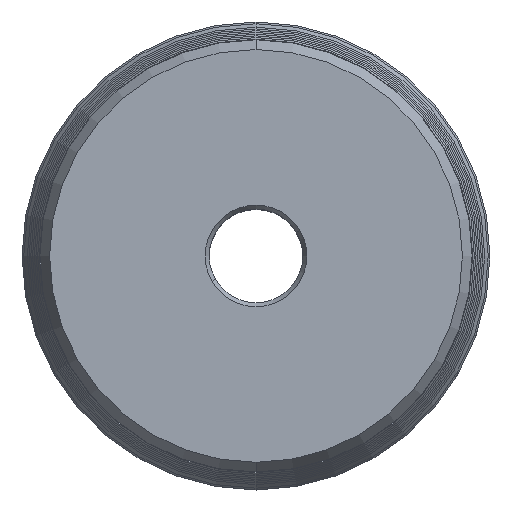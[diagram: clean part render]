
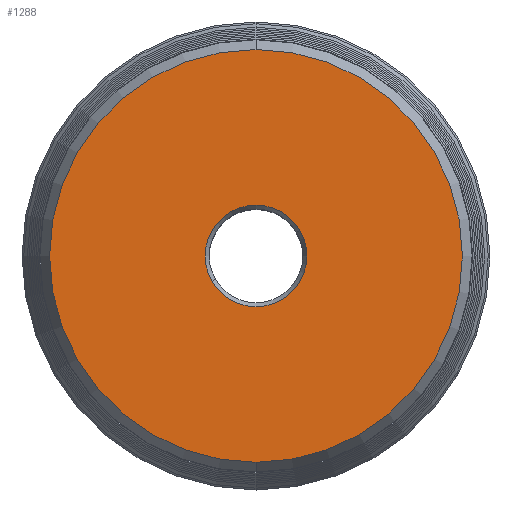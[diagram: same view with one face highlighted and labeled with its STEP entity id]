
A CAD part, top view. The second image highlights one B-rep face of the part: STEP entity #1288.
In plain terms, the highlighted planar face has unit normal (0, 0, 1).
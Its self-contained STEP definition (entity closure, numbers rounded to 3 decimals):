
#144=CARTESIAN_POINT('',(0.,0.,14.));
#145=DIRECTION('',(0.,0.,-1.));
#146=DIRECTION('',(0.866,0.5,0.));
#147=AXIS2_PLACEMENT_3D('',#144,#145,#146);
#152=CARTESIAN_POINT('',(0.,0.,14.));
#153=DIRECTION('',(0.,0.,-1.));
#154=DIRECTION('',(-0.866,-0.5,0.));
#155=AXIS2_PLACEMENT_3D('',#152,#153,#154);
#175=CARTESIAN_POINT('',(0.,0.,14.));
#176=DIRECTION('',(0.,0.,-1.));
#177=DIRECTION('',(0.,1.,0.));
#178=AXIS2_PLACEMENT_3D('',#175,#176,#177);
#212=CARTESIAN_POINT('',(0.,0.,14.));
#213=DIRECTION('',(0.,0.,1.));
#214=DIRECTION('',(0.,1.,0.));
#215=AXIS2_PLACEMENT_3D('',#212,#213,#214);
#1025=CARTESIAN_POINT('',(0.,8.83,14.));
#1026=CARTESIAN_POINT('',(0.,-8.83,14.));
#1027=VERTEX_POINT('',#1025);
#1028=VERTEX_POINT('',#1026);
#1101=CARTESIAN_POINT('',(1.882,1.087,14.));
#1102=VERTEX_POINT('',#1101);
#1103=CARTESIAN_POINT('',(-1.882,-1.087,14.));
#1104=VERTEX_POINT('',#1103);
#1273=CARTESIAN_POINT('',(0.,0.,14.));
#1274=DIRECTION('',(0.,0.,1.));
#1275=DIRECTION('',(0.,-1.,0.));
#1276=AXIS2_PLACEMENT_3D('',#1273,#1274,#1275);
#1277=PLANE('',#1276);
#1279=ORIENTED_EDGE('',*,*,#1278,.T.);
#1281=ORIENTED_EDGE('',*,*,#1280,.F.);
#1282=EDGE_LOOP('',(#1279,#1281));
#1283=FACE_OUTER_BOUND('',#1282,.F.);
#1284=ORIENTED_EDGE('',*,*,#1252,.F.);
#1285=ORIENTED_EDGE('',*,*,#1268,.F.);
#1286=EDGE_LOOP('',(#1284,#1285));
#1287=FACE_BOUND('',#1286,.F.);
#148=CIRCLE('',#147,2.173);
#156=CIRCLE('',#155,2.173);
#179=CIRCLE('',#178,8.83);
#216=CIRCLE('',#215,8.83);
#1252=EDGE_CURVE('',#1102,#1104,#148,.T.);
#1268=EDGE_CURVE('',#1104,#1102,#156,.T.);
#1278=EDGE_CURVE('',#1027,#1028,#179,.T.);
#1280=EDGE_CURVE('',#1027,#1028,#216,.T.);
#1288=ADVANCED_FACE('',(#1283,#1287),#1277,.T.);
